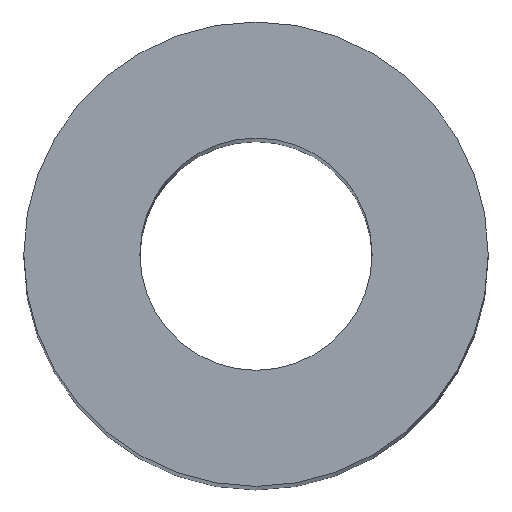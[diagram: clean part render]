
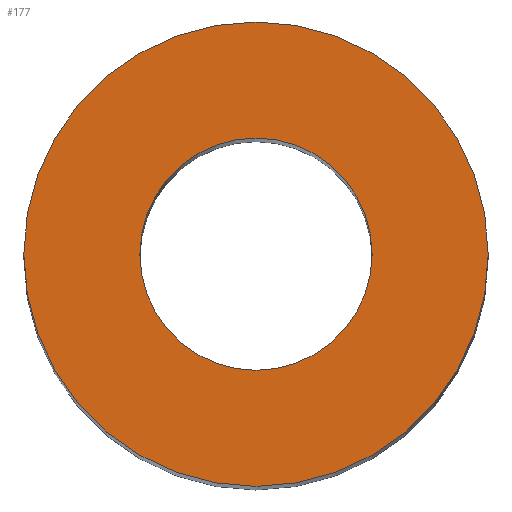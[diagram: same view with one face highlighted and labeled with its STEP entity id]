
A CAD part, top view. The second image highlights one B-rep face of the part: STEP entity #177.
In plain terms, the highlighted planar face has unit normal (0, 0, 1).
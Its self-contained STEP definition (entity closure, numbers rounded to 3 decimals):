
#42=CARTESIAN_POINT('Vertex',(-4.,0.,36.)) ;
#56=CARTESIAN_POINT('Vertex',(4.,0.,36.)) ;
#59=CARTESIAN_POINT('Axis2P3D Location',(0.,0.,36.)) ;
#76=CARTESIAN_POINT('Axis2P3D Location',(0.,0.,36.)) ;
#93=CARTESIAN_POINT('Axis2P3D Location',(0.,0.,36.)) ;
#97=CARTESIAN_POINT('Vertex',(2.,0.,36.)) ;
#99=CARTESIAN_POINT('Vertex',(-2.,0.,36.)) ;
#133=CARTESIAN_POINT('Axis2P3D Location',(0.,0.,36.)) ;
#164=CARTESIAN_POINT('Axis2P3D Location',(0.,0.,36.)) ;
#60=DIRECTION('Axis2P3D Direction',(0.,0.,1.)) ;
#77=DIRECTION('Axis2P3D Direction',(0.,0.,1.)) ;
#94=DIRECTION('Axis2P3D Direction',(0.,0.,1.)) ;
#134=DIRECTION('Axis2P3D Direction',(0.,0.,1.)) ;
#165=DIRECTION('Axis2P3D Direction',(0.,0.,1.)) ;
#166=DIRECTION('Axis2P3D XDirection',(1.,0.,0.)) ;
#61=AXIS2_PLACEMENT_3D('Circle Axis2P3D',#59,#60,$) ;
#78=AXIS2_PLACEMENT_3D('Circle Axis2P3D',#76,#77,$) ;
#95=AXIS2_PLACEMENT_3D('Circle Axis2P3D',#93,#94,$) ;
#135=AXIS2_PLACEMENT_3D('Circle Axis2P3D',#133,#134,$) ;
#167=AXIS2_PLACEMENT_3D('Plane Axis2P3D',#164,#165,#166) ;
#62=CIRCLE('generated circle',#61,4.) ;
#79=CIRCLE('generated circle',#78,4.) ;
#96=CIRCLE('generated circle',#95,2.) ;
#136=CIRCLE('generated circle',#135,2.) ;
#168=PLANE('',#167) ;
#176=FACE_BOUND('',#173,.T.) ;
#63=EDGE_CURVE('',#43,#57,#62,.T.) ;
#80=EDGE_CURVE('',#57,#43,#79,.T.) ;
#101=EDGE_CURVE('',#98,#100,#96,.T.) ;
#137=EDGE_CURVE('',#100,#98,#136,.T.) ;
#170=ORIENTED_EDGE('',*,*,#63,.T.) ;
#171=ORIENTED_EDGE('',*,*,#80,.T.) ;
#174=ORIENTED_EDGE('',*,*,#101,.F.) ;
#175=ORIENTED_EDGE('',*,*,#137,.F.) ;
#169=EDGE_LOOP('',(#170,#171)) ;
#173=EDGE_LOOP('',(#174,#175)) ;
#43=VERTEX_POINT('',#42) ;
#57=VERTEX_POINT('',#56) ;
#98=VERTEX_POINT('',#97) ;
#100=VERTEX_POINT('',#99) ;
#177=ADVANCED_FACE('PartBody',(#172,#176),#168,.T.) ;
#172=FACE_OUTER_BOUND('',#169,.T.) ;
